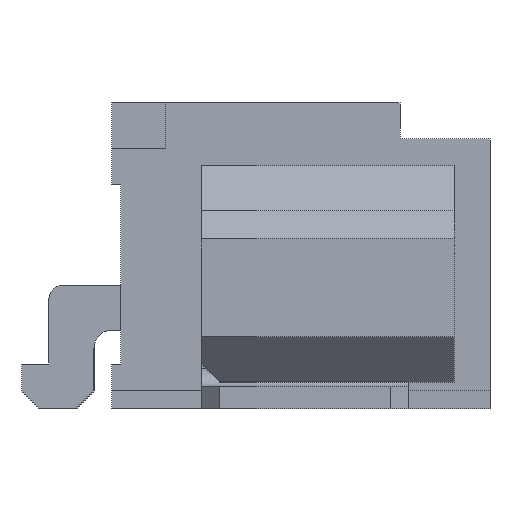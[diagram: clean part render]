
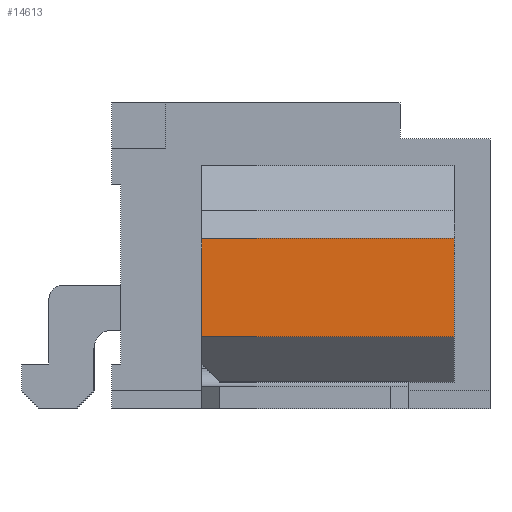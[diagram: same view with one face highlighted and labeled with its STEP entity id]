
A CAD part, left-side view. The second image highlights one B-rep face of the part: STEP entity #14613.
In plain terms, the highlighted planar face has unit normal (-1, 0, 0).
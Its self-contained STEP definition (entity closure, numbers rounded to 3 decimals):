
#2052 = PLANE('',#2053);
#2053 = AXIS2_PLACEMENT_3D('',#2054,#2055,#2056);
#2054 = CARTESIAN_POINT('',(4.,1.1,0.));
#2055 = DIRECTION('',(0.,1.,0.));
#2056 = DIRECTION('',(-1.,0.,0.));
#2108 = PLANE('',#2109);
#2109 = AXIS2_PLACEMENT_3D('',#2110,#2111,#2112);
#2110 = CARTESIAN_POINT('',(4.,-1.7,0.));
#2111 = DIRECTION('',(0.,1.,0.));
#2112 = DIRECTION('',(-1.,0.,0.));
#6844 = VERTEX_POINT('',#6845);
#6845 = CARTESIAN_POINT('',(-5.5,1.1,1.9));
#6859 = PLANE('',#6860);
#6860 = AXIS2_PLACEMENT_3D('',#6861,#6862,#6863);
#6861 = CARTESIAN_POINT('',(-5.5,-1.7,1.9));
#6862 = DIRECTION('',(-0.707,0.,0.707));
#6863 = DIRECTION('',(0.707,0.,0.707));
#6871 = EDGE_CURVE('',#6872,#6844,#6874,.T.);
#6872 = VERTEX_POINT('',#6873);
#6873 = CARTESIAN_POINT('',(-5.5,1.1,0.8));
#6874 = SURFACE_CURVE('',#6875,(#6879,#6886),.PCURVE_S1.);
#6875 = LINE('',#6876,#6877);
#6876 = CARTESIAN_POINT('',(-5.5,1.1,0.8));
#6877 = VECTOR('',#6878,1.);
#6878 = DIRECTION('',(0.,0.,1.));
#6879 = PCURVE('',#2052,#6880);
#6880 = DEFINITIONAL_REPRESENTATION('',(#6881),#6885);
#6881 = LINE('',#6882,#6883);
#6882 = CARTESIAN_POINT('',(9.5,0.8));
#6883 = VECTOR('',#6884,1.);
#6884 = DIRECTION('',(0.,1.));
#6885 = ( GEOMETRIC_REPRESENTATION_CONTEXT(2) 
PARAMETRIC_REPRESENTATION_CONTEXT() REPRESENTATION_CONTEXT('2D SPACE',''
  ) );
#6886 = PCURVE('',#6887,#6892);
#6887 = PLANE('',#6888);
#6888 = AXIS2_PLACEMENT_3D('',#6889,#6890,#6891);
#6889 = CARTESIAN_POINT('',(-5.5,-1.7,0.8));
#6890 = DIRECTION('',(-1.,0.,0.));
#6891 = DIRECTION('',(0.,0.,1.));
#6892 = DEFINITIONAL_REPRESENTATION('',(#6893),#6897);
#6893 = LINE('',#6894,#6895);
#6894 = CARTESIAN_POINT('',(0.,2.8));
#6895 = VECTOR('',#6896,1.);
#6896 = DIRECTION('',(1.,0.));
#6897 = ( GEOMETRIC_REPRESENTATION_CONTEXT(2) 
PARAMETRIC_REPRESENTATION_CONTEXT() REPRESENTATION_CONTEXT('2D SPACE',''
  ) );
#6913 = PLANE('',#6914);
#6914 = AXIS2_PLACEMENT_3D('',#6915,#6916,#6917);
#6915 = CARTESIAN_POINT('',(-5.,-1.7,0.3));
#6916 = DIRECTION('',(-0.707,0.,-0.707));
#6917 = DIRECTION('',(-0.707,0.,0.707));
#7120 = VERTEX_POINT('',#7121);
#7121 = CARTESIAN_POINT('',(-5.5,-1.7,0.8));
#7142 = EDGE_CURVE('',#7120,#7143,#7145,.T.);
#7143 = VERTEX_POINT('',#7144);
#7144 = CARTESIAN_POINT('',(-5.5,-1.7,1.9));
#7145 = SURFACE_CURVE('',#7146,(#7150,#7157),.PCURVE_S1.);
#7146 = LINE('',#7147,#7148);
#7147 = CARTESIAN_POINT('',(-5.5,-1.7,0.8));
#7148 = VECTOR('',#7149,1.);
#7149 = DIRECTION('',(0.,0.,1.));
#7150 = PCURVE('',#2108,#7151);
#7151 = DEFINITIONAL_REPRESENTATION('',(#7152),#7156);
#7152 = LINE('',#7153,#7154);
#7153 = CARTESIAN_POINT('',(9.5,0.8));
#7154 = VECTOR('',#7155,1.);
#7155 = DIRECTION('',(0.,1.));
#7156 = ( GEOMETRIC_REPRESENTATION_CONTEXT(2) 
PARAMETRIC_REPRESENTATION_CONTEXT() REPRESENTATION_CONTEXT('2D SPACE',''
  ) );
#7157 = PCURVE('',#6887,#7158);
#7158 = DEFINITIONAL_REPRESENTATION('',(#7159),#7163);
#7159 = LINE('',#7160,#7161);
#7160 = CARTESIAN_POINT('',(0.,0.));
#7161 = VECTOR('',#7162,1.);
#7162 = DIRECTION('',(1.,0.));
#7163 = ( GEOMETRIC_REPRESENTATION_CONTEXT(2) 
PARAMETRIC_REPRESENTATION_CONTEXT() REPRESENTATION_CONTEXT('2D SPACE',''
  ) );
#14591 = EDGE_CURVE('',#7143,#6844,#14592,.T.);
#14592 = SURFACE_CURVE('',#14593,(#14597,#14604),.PCURVE_S1.);
#14593 = LINE('',#14594,#14595);
#14594 = CARTESIAN_POINT('',(-5.5,-1.7,1.9));
#14595 = VECTOR('',#14596,1.);
#14596 = DIRECTION('',(0.,1.,0.));
#14597 = PCURVE('',#6859,#14598);
#14598 = DEFINITIONAL_REPRESENTATION('',(#14599),#14603);
#14599 = LINE('',#14600,#14601);
#14600 = CARTESIAN_POINT('',(0.,0.));
#14601 = VECTOR('',#14602,1.);
#14602 = DIRECTION('',(0.,1.));
#14603 = ( GEOMETRIC_REPRESENTATION_CONTEXT(2) 
PARAMETRIC_REPRESENTATION_CONTEXT() REPRESENTATION_CONTEXT('2D SPACE',''
  ) );
#14604 = PCURVE('',#6887,#14605);
#14605 = DEFINITIONAL_REPRESENTATION('',(#14606),#14610);
#14606 = LINE('',#14607,#14608);
#14607 = CARTESIAN_POINT('',(1.1,0.));
#14608 = VECTOR('',#14609,1.);
#14609 = DIRECTION('',(0.,1.));
#14610 = ( GEOMETRIC_REPRESENTATION_CONTEXT(2) 
PARAMETRIC_REPRESENTATION_CONTEXT() REPRESENTATION_CONTEXT('2D SPACE',''
  ) );
#14613 = ADVANCED_FACE('',(#14614),#6887,.T.);
#14614 = FACE_BOUND('',#14615,.F.);
#14615 = EDGE_LOOP('',(#14616,#14617,#14638,#14639));
#14616 = ORIENTED_EDGE('',*,*,#7142,.F.);
#14617 = ORIENTED_EDGE('',*,*,#14618,.T.);
#14618 = EDGE_CURVE('',#7120,#6872,#14619,.T.);
#14619 = SURFACE_CURVE('',#14620,(#14624,#14631),.PCURVE_S1.);
#14620 = LINE('',#14621,#14622);
#14621 = CARTESIAN_POINT('',(-5.5,-1.7,0.8));
#14622 = VECTOR('',#14623,1.);
#14623 = DIRECTION('',(0.,1.,0.));
#14624 = PCURVE('',#6887,#14625);
#14625 = DEFINITIONAL_REPRESENTATION('',(#14626),#14630);
#14626 = LINE('',#14627,#14628);
#14627 = CARTESIAN_POINT('',(0.,0.));
#14628 = VECTOR('',#14629,1.);
#14629 = DIRECTION('',(0.,1.));
#14630 = ( GEOMETRIC_REPRESENTATION_CONTEXT(2) 
PARAMETRIC_REPRESENTATION_CONTEXT() REPRESENTATION_CONTEXT('2D SPACE',''
  ) );
#14631 = PCURVE('',#6913,#14632);
#14632 = DEFINITIONAL_REPRESENTATION('',(#14633),#14637);
#14633 = LINE('',#14634,#14635);
#14634 = CARTESIAN_POINT('',(0.707,0.));
#14635 = VECTOR('',#14636,1.);
#14636 = DIRECTION('',(0.,1.));
#14637 = ( GEOMETRIC_REPRESENTATION_CONTEXT(2) 
PARAMETRIC_REPRESENTATION_CONTEXT() REPRESENTATION_CONTEXT('2D SPACE',''
  ) );
#14638 = ORIENTED_EDGE('',*,*,#6871,.T.);
#14639 = ORIENTED_EDGE('',*,*,#14591,.F.);
